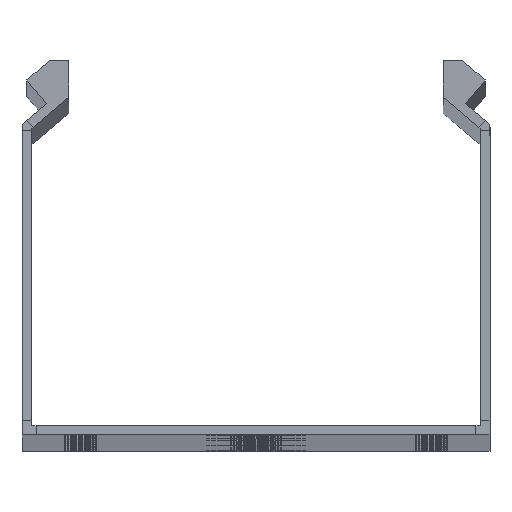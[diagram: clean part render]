
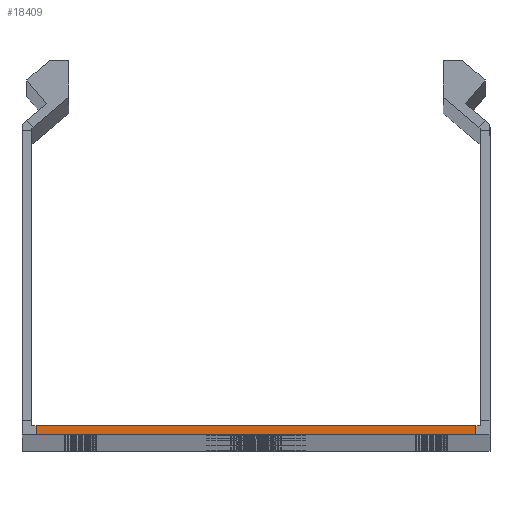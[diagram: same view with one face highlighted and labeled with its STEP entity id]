
A CAD part, top view. The second image highlights one B-rep face of the part: STEP entity #18409.
In plain terms, the highlighted planar face has unit normal (0, 0, 1).
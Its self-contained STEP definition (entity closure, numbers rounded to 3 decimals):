
#662 = DIRECTION ( 'NONE',  ( 0., 0., 1. ) ) ;
#856 = ORIENTED_EDGE ( 'NONE', *, *, #5965, .T. ) ;
#2241 = ORIENTED_EDGE ( 'NONE', *, *, #19872, .F. ) ;
#2836 = DIRECTION ( 'NONE',  ( -1., 0., 0. ) ) ;
#5200 = DIRECTION ( 'NONE',  ( 0., -1., 0. ) ) ;
#5965 = EDGE_CURVE ( 'NONE', #44163, #17706, #23679, .T. ) ;
#5996 = CARTESIAN_POINT ( 'NONE',  ( -50., 0., 1000. ) ) ;
#9341 = VECTOR ( 'NONE', #28459, 1000. ) ;
#11516 = CARTESIAN_POINT ( 'NONE',  ( 48., 3., 1000. ) ) ;
#12854 = LINE ( 'NONE', #39404, #39795 ) ;
#12914 = VERTEX_POINT ( 'NONE', #39160 ) ;
#15584 = EDGE_CURVE ( 'NONE', #12914, #44537, #12854, .T. ) ;
#17706 = VERTEX_POINT ( 'NONE', #20528 ) ;
#18329 = DIRECTION ( 'NONE',  ( 0., 1., 0. ) ) ;
#18409 = ADVANCED_FACE ( 'NONE', ( #30829 ), #36402, .T. ) ;
#19872 = EDGE_CURVE ( 'NONE', #12914, #17706, #38301, .T. ) ;
#20528 = CARTESIAN_POINT ( 'NONE',  ( -47., 0., 1000. ) ) ;
#22577 = AXIS2_PLACEMENT_3D ( 'NONE', #11516, #662, #28883 ) ;
#23679 = LINE ( 'NONE', #43780, #31408 ) ;
#28281 = ORIENTED_EDGE ( 'NONE', *, *, #37053, .T. ) ;
#28459 = DIRECTION ( 'NONE',  ( -1., 0., 0. ) ) ;
#28883 = DIRECTION ( 'NONE',  ( 1., 0., 0. ) ) ;
#29565 = VECTOR ( 'NONE', #2836, 1000. ) ;
#30829 = FACE_OUTER_BOUND ( 'NONE', #42062, .T. ) ;
#31408 = VECTOR ( 'NONE', #5200, 1000. ) ;
#34608 = CARTESIAN_POINT ( 'NONE',  ( 47., 2., 1000. ) ) ;
#35161 = LINE ( 'NONE', #35813, #9341 ) ;
#35813 = CARTESIAN_POINT ( 'NONE',  ( -50., 2., 1000. ) ) ;
#36402 = PLANE ( 'NONE',  #22577 ) ;
#37053 = EDGE_CURVE ( 'NONE', #44537, #44163, #35161, .T. ) ;
#37993 = CARTESIAN_POINT ( 'NONE',  ( -47., 2., 1000. ) ) ;
#38301 = LINE ( 'NONE', #5996, #29565 ) ;
#39160 = CARTESIAN_POINT ( 'NONE',  ( 47., 0., 1000. ) ) ;
#39404 = CARTESIAN_POINT ( 'NONE',  ( 47., 0., 1000. ) ) ;
#39525 = ORIENTED_EDGE ( 'NONE', *, *, #15584, .T. ) ;
#39795 = VECTOR ( 'NONE', #18329, 1000. ) ;
#42062 = EDGE_LOOP ( 'NONE', ( #2241, #39525, #28281, #856 ) ) ;
#43780 = CARTESIAN_POINT ( 'NONE',  ( -47., 2., 1000. ) ) ;
#44163 = VERTEX_POINT ( 'NONE', #37993 ) ;
#44537 = VERTEX_POINT ( 'NONE', #34608 ) ;
